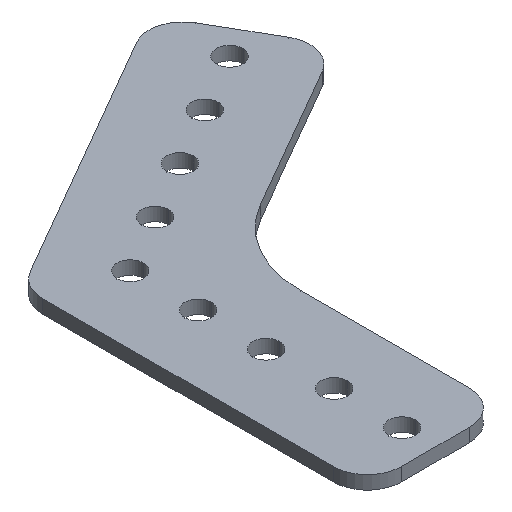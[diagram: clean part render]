
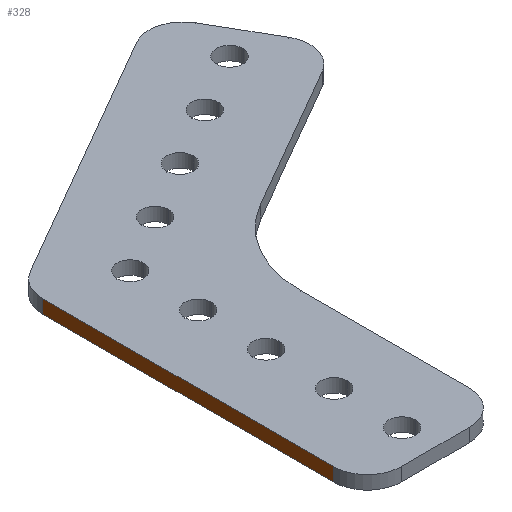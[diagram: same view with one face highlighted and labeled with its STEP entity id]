
A CAD part, isometric view. The second image highlights one B-rep face of the part: STEP entity #328.
In plain terms, the highlighted planar face has unit normal (-1, 0, 0).
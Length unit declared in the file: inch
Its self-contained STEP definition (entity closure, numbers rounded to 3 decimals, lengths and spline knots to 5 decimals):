
#65 = VECTOR ( 'NONE', #761, 39.37008 ) ;
#106 = CARTESIAN_POINT ( 'NONE',  ( -0.5, -1.995, 0.04921 ) ) ;
#121 = DIRECTION ( 'NONE',  ( 0., 0., -1. ) ) ;
#127 = VERTEX_POINT ( 'NONE', #106 ) ;
#174 = EDGE_CURVE ( 'NONE', #673, #1142, #398, .T. ) ;
#248 = DIRECTION ( 'NONE',  ( 0., 1., 0. ) ) ;
#303 = ORIENTED_EDGE ( 'NONE', *, *, #396, .F. ) ;
#309 = CARTESIAN_POINT ( 'NONE',  ( -0.5, 0.14434, -0.04921 ) ) ;
#316 = DIRECTION ( 'NONE',  ( 0., -1., 0. ) ) ;
#318 = CARTESIAN_POINT ( 'NONE',  ( -0.5, 0.14434, 0.04921 ) ) ;
#328 = ADVANCED_FACE ( 'NONE', ( #603 ), #1062, .F. ) ;
#396 = EDGE_CURVE ( 'NONE', #127, #1142, #904, .T. ) ;
#398 = LINE ( 'NONE', #309, #561 ) ;
#431 = EDGE_LOOP ( 'NONE', ( #449, #303, #1051, #859 ) ) ;
#449 = ORIENTED_EDGE ( 'NONE', *, *, #174, .T. ) ;
#475 = VECTOR ( 'NONE', #1132, 39.37008 ) ;
#532 = DIRECTION ( 'NONE',  ( 1., 0., 0. ) ) ;
#561 = VECTOR ( 'NONE', #316, 39.37008 ) ;
#567 = LINE ( 'NONE', #847, #65 ) ;
#569 = EDGE_CURVE ( 'NONE', #853, #673, #567, .T. ) ;
#575 = LINE ( 'NONE', #318, #475 ) ;
#603 = FACE_OUTER_BOUND ( 'NONE', #431, .T. ) ;
#673 = VERTEX_POINT ( 'NONE', #882 ) ;
#697 = VECTOR ( 'NONE', #121, 39.37008 ) ;
#761 = DIRECTION ( 'NONE',  ( 0., 0., -1. ) ) ;
#807 = CARTESIAN_POINT ( 'NONE',  ( -0.5, -1.995, -0.04921 ) ) ;
#835 = CARTESIAN_POINT ( 'NONE',  ( -0.5, 0.14434, 0.04921 ) ) ;
#847 = CARTESIAN_POINT ( 'NONE',  ( -0.5, 0.14434, 0.04921 ) ) ;
#853 = VERTEX_POINT ( 'NONE', #835 ) ;
#859 = ORIENTED_EDGE ( 'NONE', *, *, #569, .T. ) ;
#882 = CARTESIAN_POINT ( 'NONE',  ( -0.5, 0.14434, -0.04921 ) ) ;
#904 = LINE ( 'NONE', #997, #697 ) ;
#997 = CARTESIAN_POINT ( 'NONE',  ( -0.5, -1.995, 0.04921 ) ) ;
#1008 = AXIS2_PLACEMENT_3D ( 'NONE', #1135, #532, #248 ) ;
#1033 = EDGE_CURVE ( 'NONE', #853, #127, #575, .T. ) ;
#1051 = ORIENTED_EDGE ( 'NONE', *, *, #1033, .F. ) ;
#1062 = PLANE ( 'NONE',  #1008 ) ;
#1132 = DIRECTION ( 'NONE',  ( 0., -1., 0. ) ) ;
#1135 = CARTESIAN_POINT ( 'NONE',  ( -0.5, 0.14434, 0.04921 ) ) ;
#1142 = VERTEX_POINT ( 'NONE', #807 ) ;
